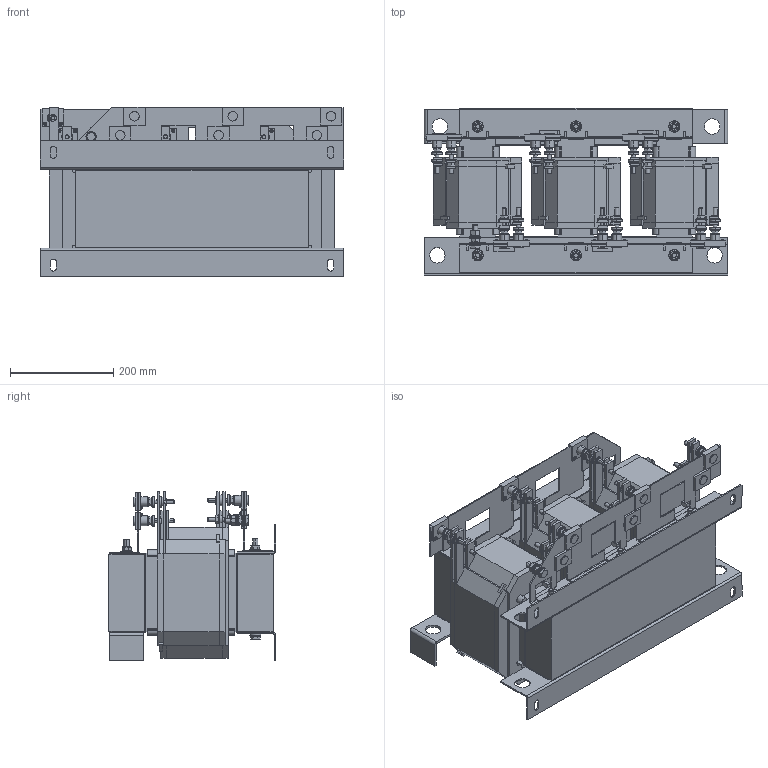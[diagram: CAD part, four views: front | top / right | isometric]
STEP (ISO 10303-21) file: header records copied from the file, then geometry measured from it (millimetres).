
FILE_DESCRIPTION (( 'STEP AP214' ), '1' );
FILE_NAME ('197713.STEP', '2020-05-29T00:36:04', ( '' ), ( '' ), 'SwSTEP 2.0', 'SolidWorks 2018', '' );
FILE_SCHEMA (( 'AUTOMOTIVE_DESIGN' ));
Products named in the file (1): 197713
Bounding box: 586 x 323.05 x 327.8 mm (x, y, z)
Volume: 27982644.7 mm3; surface area: 1571201.3 mm2
Topology: 1 solids, 1 shells, 2456 faces, 6109 edges, 3798 vertices
Faces by surface type: plane 1383, cylinder 405, cone 370, bspline 258, torus 40
Entity records: 81710 total; most frequent: CARTESIAN_POINT 25128, ORIENTED_EDGE 12218, DIRECTION 10998, EDGE_CURVE 6109, VERTEX_POINT 3798, AXIS2_PLACEMENT_3D 3758, VECTOR 3482, LINE 3482
